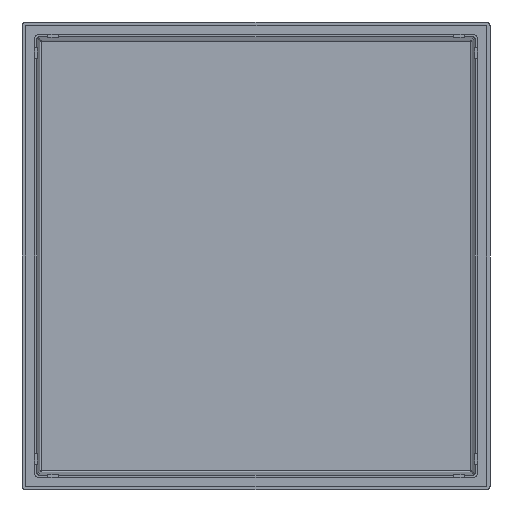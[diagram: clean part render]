
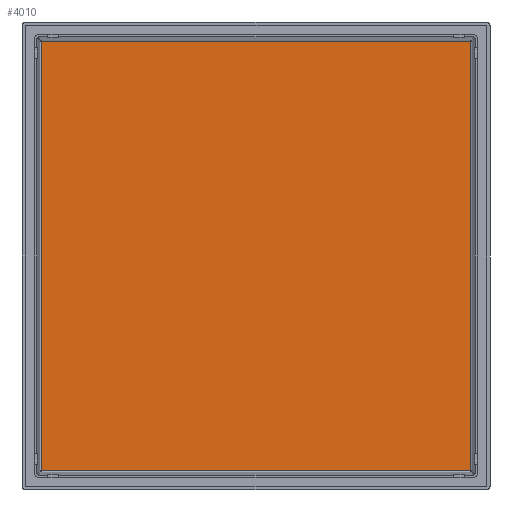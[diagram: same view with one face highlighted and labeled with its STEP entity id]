
A CAD part, front view. The second image highlights one B-rep face of the part: STEP entity #4010.
In plain terms, the highlighted planar face has unit normal (0, -1, 0).
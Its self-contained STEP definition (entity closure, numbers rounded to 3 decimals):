
#371 = ORIENTED_EDGE ( 'NONE', *, *, #3528, .T. ) ;
#492 = DIRECTION ( 'NONE',  ( 0., 0., -1. ) ) ;
#543 = VECTOR ( 'NONE', #593, 1000. ) ;
#549 = LINE ( 'NONE', #3912, #3842 ) ;
#593 = DIRECTION ( 'NONE',  ( 0., 0., 1. ) ) ;
#714 = LINE ( 'NONE', #2729, #543 ) ;
#754 = CARTESIAN_POINT ( 'NONE',  ( 136.761, 46.4, 136.761 ) ) ;
#837 = CARTESIAN_POINT ( 'NONE',  ( 149., 46.4, 149. ) ) ;
#912 = VERTEX_POINT ( 'NONE', #754 ) ;
#948 = ORIENTED_EDGE ( 'NONE', *, *, #2733, .T. ) ;
#1125 = DIRECTION ( 'NONE',  ( 1., 0., 0. ) ) ;
#1126 = ORIENTED_EDGE ( 'NONE', *, *, #2445, .T. ) ;
#1186 = CARTESIAN_POINT ( 'NONE',  ( 136.761, 46.4, -136.761 ) ) ;
#1315 = FACE_OUTER_BOUND ( 'NONE', #1335, .T. ) ;
#1335 = EDGE_LOOP ( 'NONE', ( #371, #4465, #1126, #948 ) ) ;
#1422 = VERTEX_POINT ( 'NONE', #1186 ) ;
#1696 = CARTESIAN_POINT ( 'NONE',  ( 149., 46.4, 136.761 ) ) ;
#1916 = VECTOR ( 'NONE', #2371, 1000. ) ;
#1968 = LINE ( 'NONE', #1696, #2354 ) ;
#2040 = VERTEX_POINT ( 'NONE', #2201 ) ;
#2201 = CARTESIAN_POINT ( 'NONE',  ( -136.761, 46.4, -136.761 ) ) ;
#2354 = VECTOR ( 'NONE', #4180, 1000. ) ;
#2371 = DIRECTION ( 'NONE',  ( 0., 0., -1. ) ) ;
#2445 = EDGE_CURVE ( 'NONE', #2915, #2040, #3013, .T. ) ;
#2660 = CARTESIAN_POINT ( 'NONE',  ( -136.761, 46.4, 136.761 ) ) ;
#2729 = CARTESIAN_POINT ( 'NONE',  ( 136.761, 46.4, 149. ) ) ;
#2733 = EDGE_CURVE ( 'NONE', #2040, #1422, #549, .T. ) ;
#2911 = PLANE ( 'NONE',  #3120 ) ;
#2915 = VERTEX_POINT ( 'NONE', #2660 ) ;
#3013 = LINE ( 'NONE', #3088, #1916 ) ;
#3088 = CARTESIAN_POINT ( 'NONE',  ( -136.761, 46.4, 149. ) ) ;
#3120 = AXIS2_PLACEMENT_3D ( 'NONE', #837, #3983, #492 ) ;
#3225 = EDGE_CURVE ( 'NONE', #912, #2915, #1968, .T. ) ;
#3528 = EDGE_CURVE ( 'NONE', #1422, #912, #714, .T. ) ;
#3842 = VECTOR ( 'NONE', #1125, 1000. ) ;
#3912 = CARTESIAN_POINT ( 'NONE',  ( 149., 46.4, -136.761 ) ) ;
#3983 = DIRECTION ( 'NONE',  ( 0., -1., 0. ) ) ;
#4010 = ADVANCED_FACE ( 'NONE', ( #1315 ), #2911, .T. ) ;
#4180 = DIRECTION ( 'NONE',  ( -1., 0., 0. ) ) ;
#4465 = ORIENTED_EDGE ( 'NONE', *, *, #3225, .T. ) ;
